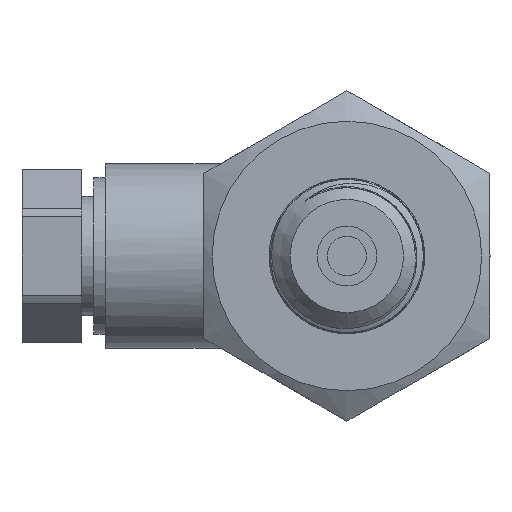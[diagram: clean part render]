
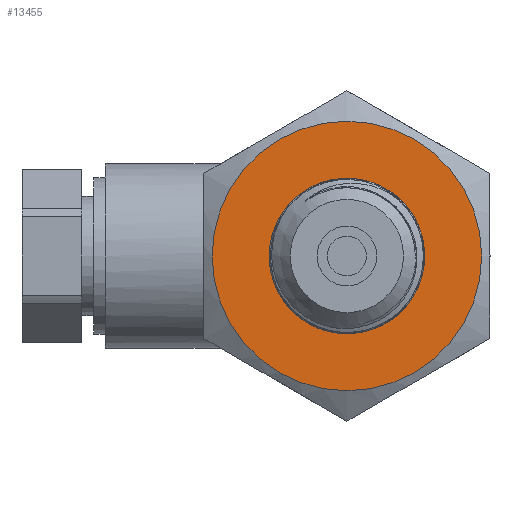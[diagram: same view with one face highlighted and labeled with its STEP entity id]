
A CAD part, left-side view. The second image highlights one B-rep face of the part: STEP entity #13455.
In plain terms, the highlighted planar face has unit normal (-1, 0, 0).
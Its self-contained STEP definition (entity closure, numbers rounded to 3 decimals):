
#113=FACE_BOUND('',#1852,.T.);
#237=PLANE('',#14104);
#1082=FACE_OUTER_BOUND('',#1851,.T.);
#1851=EDGE_LOOP('',(#10737));
#1852=EDGE_LOOP('',(#10738));
#2362=CIRCLE('',#14083,11.3);
#2367=CIRCLE('',#14100,6.5);
#5918=VERTEX_POINT('',#24678);
#5936=VERTEX_POINT('',#29186);
#7640=EDGE_CURVE('',#5918,#5918,#2362,.T.);
#7674=EDGE_CURVE('',#5936,#5936,#2367,.T.);
#10737=ORIENTED_EDGE('',*,*,#7640,.T.);
#10738=ORIENTED_EDGE('',*,*,#7674,.T.);
#13455=ADVANCED_FACE('',(#1082,#113),#237,.T.);
#14083=AXIS2_PLACEMENT_3D('',#24680,#15398,#15399);
#14100=AXIS2_PLACEMENT_3D('',#29187,#15441,#15442);
#14104=AXIS2_PLACEMENT_3D('',#29193,#15449,#15450);
#15398=DIRECTION('center_axis',(-1.,0.,0.));
#15399=DIRECTION('ref_axis',(0.,1.,0.));
#15441=DIRECTION('center_axis',(1.,0.,0.));
#15442=DIRECTION('ref_axis',(0.,0.,-1.));
#15449=DIRECTION('center_axis',(-1.,0.,0.));
#15450=DIRECTION('ref_axis',(0.,0.,1.));
#24678=CARTESIAN_POINT('',(15.,-11.3,0.));
#24680=CARTESIAN_POINT('Origin',(15.,0.,0.));
#29186=CARTESIAN_POINT('',(15.,0.,6.5));
#29187=CARTESIAN_POINT('Origin',(15.,0.,0.));
#29193=CARTESIAN_POINT('Origin',(15.,12.,0.));
